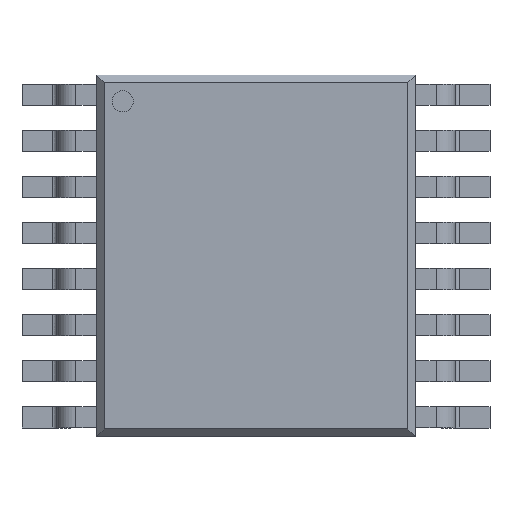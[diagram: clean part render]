
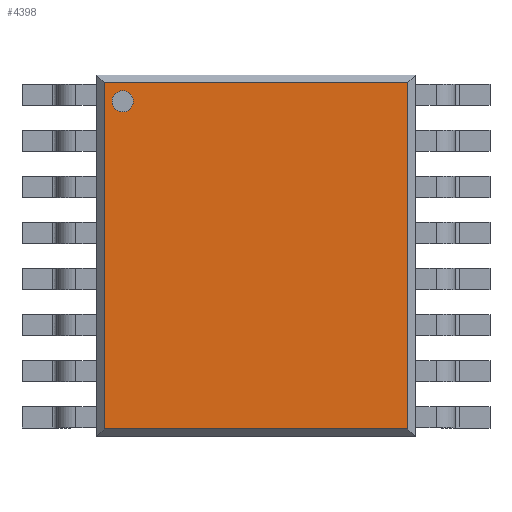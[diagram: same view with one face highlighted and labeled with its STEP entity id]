
A CAD part, top view. The second image highlights one B-rep face of the part: STEP entity #4398.
In plain terms, the highlighted planar face has unit normal (0, 0, 1).
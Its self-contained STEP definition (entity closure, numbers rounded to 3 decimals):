
#22=FACE_BOUND('',#671,.T.);
#160=CIRCLE('',#4742,0.15);
#442=FACE_OUTER_BOUND('',#670,.T.);
#670=EDGE_LOOP('',(#3767,#3768,#3769,#3770));
#671=EDGE_LOOP('',(#3771));
#1132=LINE('',#7104,#1601);
#1137=LINE('',#7114,#1606);
#1139=LINE('',#7118,#1608);
#1142=LINE('',#7123,#1611);
#1601=VECTOR('',#5887,1.);
#1606=VECTOR('',#5894,1.);
#1608=VECTOR('',#5898,1.);
#1611=VECTOR('',#5903,1.);
#2006=VERTEX_POINT('',#7097);
#2007=VERTEX_POINT('',#7102);
#2008=VERTEX_POINT('',#7103);
#2012=VERTEX_POINT('',#7113);
#2013=VERTEX_POINT('',#7117);
#2597=EDGE_CURVE('',#2006,#2006,#160,.T.);
#2598=EDGE_CURVE('',#2007,#2008,#1132,.T.);
#2603=EDGE_CURVE('',#2008,#2012,#1137,.T.);
#2605=EDGE_CURVE('',#2013,#2007,#1139,.T.);
#2608=EDGE_CURVE('',#2012,#2013,#1142,.T.);
#3767=ORIENTED_EDGE('',*,*,#2598,.F.);
#3768=ORIENTED_EDGE('',*,*,#2605,.F.);
#3769=ORIENTED_EDGE('',*,*,#2608,.F.);
#3770=ORIENTED_EDGE('',*,*,#2603,.F.);
#3771=ORIENTED_EDGE('',*,*,#2597,.T.);
#3967=PLANE('',#4750);
#4398=ADVANCED_FACE('',(#442,#22),#3967,.T.);
#4742=AXIS2_PLACEMENT_3D('',#7099,#5881,#5882);
#4750=AXIS2_PLACEMENT_3D('',#7135,#5914,#5915);
#5881=DIRECTION('center_axis',(0.,0.,-1.));
#5882=DIRECTION('ref_axis',(1.,0.,0.));
#5887=DIRECTION('',(0.,-1.,0.));
#5894=DIRECTION('',(-1.,0.,0.));
#5898=DIRECTION('',(1.,0.,0.));
#5903=DIRECTION('',(0.,1.,0.));
#5914=DIRECTION('center_axis',(0.,0.,1.));
#5915=DIRECTION('ref_axis',(1.,0.,0.));
#7097=CARTESIAN_POINT('',(-2.03,2.18,1.1));
#7099=CARTESIAN_POINT('Origin',(-1.88,2.18,1.1));
#7102=CARTESIAN_POINT('',(2.14,2.44,1.1));
#7103=CARTESIAN_POINT('',(2.14,-2.44,1.1));
#7104=CARTESIAN_POINT('',(2.14,0.,1.1));
#7113=CARTESIAN_POINT('',(-2.14,-2.44,1.1));
#7114=CARTESIAN_POINT('',(0.,-2.44,1.1));
#7117=CARTESIAN_POINT('',(-2.14,2.44,1.1));
#7118=CARTESIAN_POINT('',(0.,2.44,1.1));
#7123=CARTESIAN_POINT('',(-2.14,0.,1.1));
#7135=CARTESIAN_POINT('Origin',(0.,0.,1.1));
